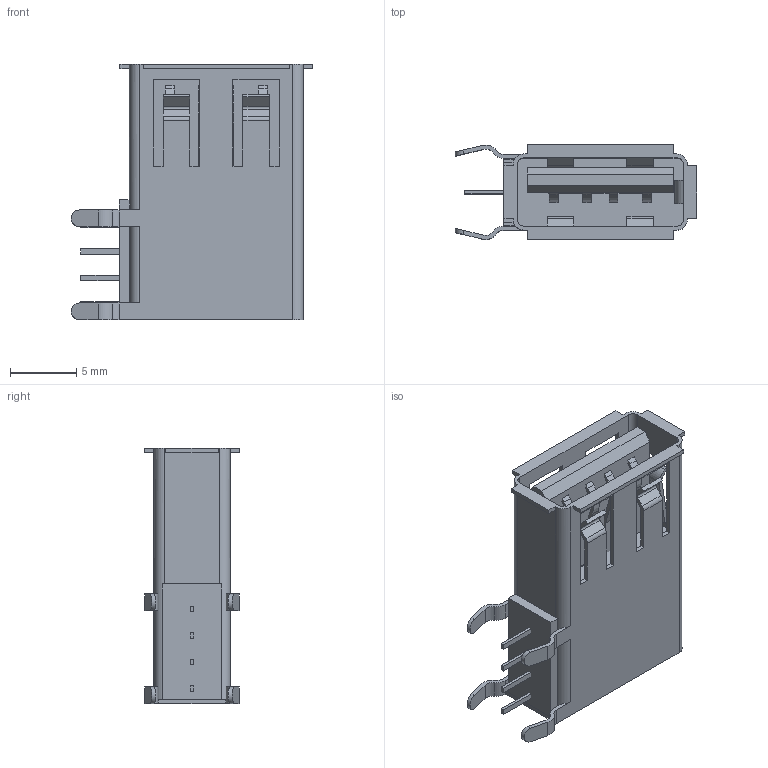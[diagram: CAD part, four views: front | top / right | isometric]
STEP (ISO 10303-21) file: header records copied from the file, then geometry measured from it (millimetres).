
FILE_DESCRIPTION(/* description */ ('STEP AP214'),/* implementation_level */ '2;1');
FILE_NAME(/* name */ 'USB-A-S-S-B-VU-RC',/* time_stamp */ '2025-01-17T02:06:31+01:00',/* author */ ('License CC BY-ND 4.0'),/* organization */ ('CADENAS'),/* preprocessor_version */ 'ST-DEVELOPER v19.3',/* originating_system */ 'PARTsolutions',/* authorisation */ ' ');
FILE_SCHEMA (('AUTOMOTIVE_DESIGN {1 0 10303 214 3 1 1}'));
Length unit declared in the file: millimetre
Products named in the file (4): USB-A-S-S-B-VU-RC; USB-A-S-VU_S; USB-A-S-B-VU_B; USB-A-S-VU_P
Assembly tree (3 placements, depth 2):
  USB-A-S-S-B-VU-RC
    USB-A-S-VU_S
    USB-A-S-B-VU_B
    USB-A-S-VU_P
Bounding box: 18.16 x 7.2 x 19.2 mm (x, y, z)
Volume: 741.9 mm3; surface area: 2321.7 mm2
Topology: 3 solids, 3 shells, 252 faces, 734 edges, 488 vertices
Faces by surface type: plane 194, cylinder 58
Entity records: 8399 total; most frequent: CARTESIAN_POINT 1478, ORIENTED_EDGE 1468, DIRECTION 1372, EDGE_CURVE 734, LINE 608, VECTOR 608, VERTEX_POINT 488, AXIS2_PLACEMENT_3D 382
